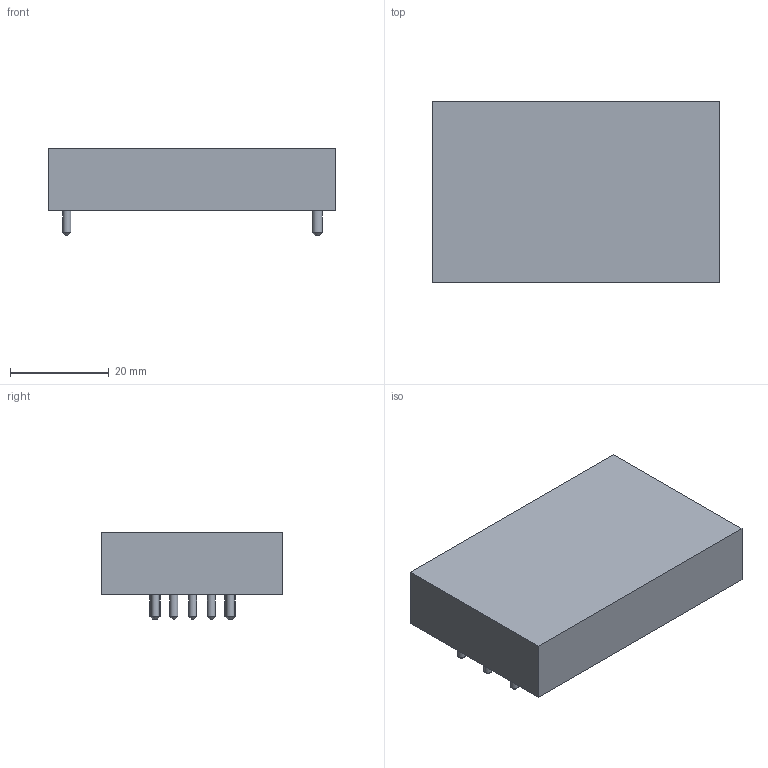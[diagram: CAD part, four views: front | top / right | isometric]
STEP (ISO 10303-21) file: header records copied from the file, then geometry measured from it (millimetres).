
FILE_DESCRIPTION(/* description */ (''),/* implementation_level */ '2;1');
FILE_NAME(/* name */ '409-02-01.stp',/* time_stamp */ '2018-12-25T21:59:46-06:00',/* author */ (''),/* organization */ (''),/* preprocessor_version */ 'ST-DEVELOPER v16.7',/* originating_system */ 'SIEMENS PLM Software NX 12.0',/* authorisation */ '');
FILE_SCHEMA (('AUTOMOTIVE_DESIGN { 1 0 10303 214 3 1 1 1 }'));
Length unit declared in the file: inch
Products named in the file (1): 409-02-01
Bounding box: 58.42 x 36.83 x 17.78 mm (x, y, z)
Volume: 27415.6 mm3; surface area: 6922.7 mm2
Topology: 1 solids, 1 shells, 30 faces, 60 edges, 40 vertices
Faces by surface type: plane 14, cylinder 8, cone 8
Full cylindrical faces by diameter (mm): 1.6 x6, 2.108 x2
Entity records: 874 total; most frequent: DIRECTION 122, CARTESIAN_POINT 99, ORIENTED_EDGE 72, AXIS2_PLACEMENT_3D 55, EDGE_LOOP 54, FACE_BOUND 41, EDGE_CURVE 36, VERTEX_POINT 32
